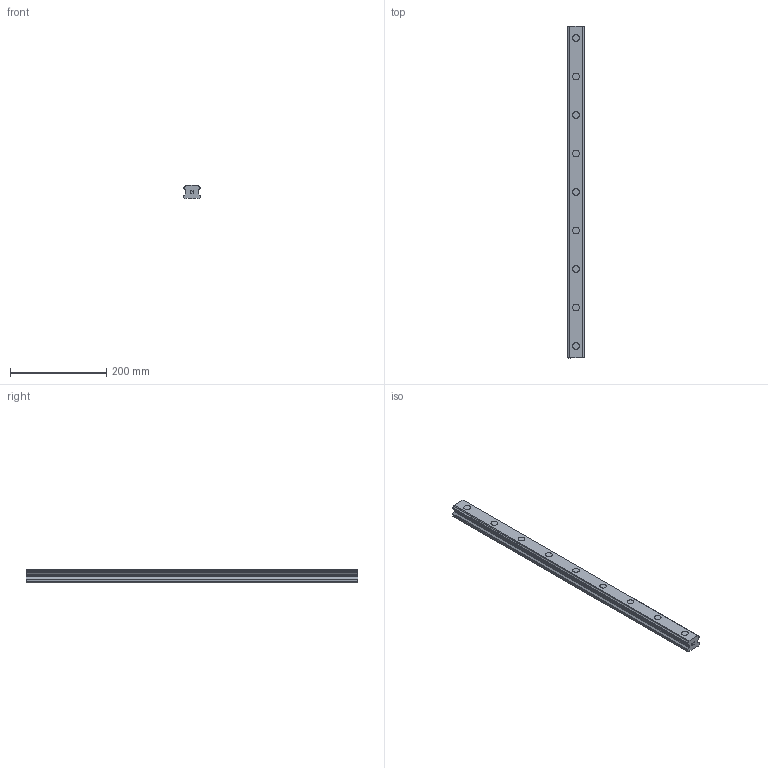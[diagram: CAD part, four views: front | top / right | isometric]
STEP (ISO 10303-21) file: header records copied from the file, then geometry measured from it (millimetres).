
FILE_DESCRIPTION(('STEP AP214'),'1');
FILE_NAME('cctmp_53303623-49BC-4A32-B173-1933310227B3_2021_02_12_15_00_08_0465..stp','2021-02-12T14:00:08',('HIWIN GmbH'),('CADClick - www.CADClick.com'),'Spatial InterOp 3D',' ','unknown authorization');
FILE_SCHEMA(('AUTOMOTIVE_DESIGN'));
Length unit declared in the file: millimetre
Products named in the file (1): EGR35R690C_FILE
Bounding box: 34 x 690 x 27.5 mm (x, y, z)
Volume: 542325.6 mm3; surface area: 98369.1 mm2
Topology: 1 solids, 1 shells, 188 faces, 465 edges, 310 vertices
Faces by surface type: plane 116, cylinder 72
Entity records: 7121 total; most frequent: DIRECTION 987, CARTESIAN_POINT 964, ORIENTED_EDGE 930, EDGE_CURVE 465, AXIS2_PLACEMENT_3D 333, LINE 321, VECTOR 321, VERTEX_POINT 310
